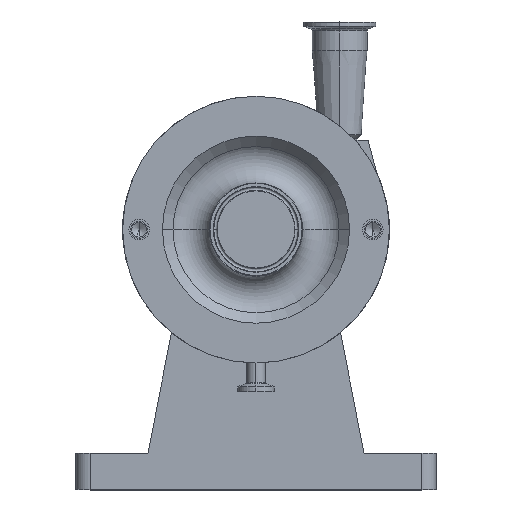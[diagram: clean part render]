
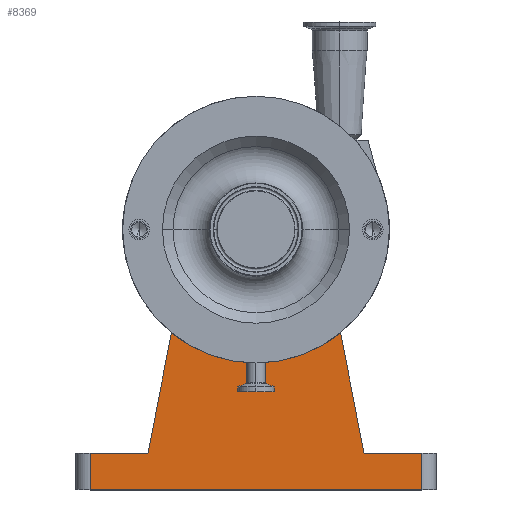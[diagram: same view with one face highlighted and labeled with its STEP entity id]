
A CAD part, top view. The second image highlights one B-rep face of the part: STEP entity #8369.
In plain terms, the highlighted planar face has unit normal (0, 0, 1).
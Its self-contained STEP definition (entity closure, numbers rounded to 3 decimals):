
#1154 = CARTESIAN_POINT ( 'NONE',  ( 47.697, -15., 125. ) ) ;
#1273 = CARTESIAN_POINT ( 'NONE',  ( -47.697, -15., 125. ) ) ;
#1325 = DIRECTION ( 'NONE',  ( 1., 0., 0. ) ) ;
#1326 = DIRECTION ( 'NONE',  ( 0., 0., -1. ) ) ;
#1327 = CARTESIAN_POINT ( 'NONE',  ( 0., 0., 125. ) ) ;
#1328 = AXIS2_PLACEMENT_3D ( 'NONE', #1327, #1326, #1325 ) ;
#1337 = CIRCLE ( 'NONE', #1328, 50. ) ;
#2362 = DIRECTION ( 'NONE',  ( 1., 0., 0. ) ) ;
#2365 = VECTOR ( 'NONE', #2362, 1000. ) ;
#2366 = CARTESIAN_POINT ( 'NONE',  ( 125., -155., 125. ) ) ;
#2367 = LINE ( 'NONE', #2366, #2365 ) ;
#2382 = CARTESIAN_POINT ( 'NONE',  ( -74.91, -155., 125. ) ) ;
#2403 = CARTESIAN_POINT ( 'NONE',  ( 74.91, -155., 125. ) ) ;
#2448 = DIRECTION ( 'NONE',  ( -0.191, -0.982, 0. ) ) ;
#2449 = VECTOR ( 'NONE', #2448, 1000. ) ;
#2450 = CARTESIAN_POINT ( 'NONE',  ( -47.697, -15., 125. ) ) ;
#2451 = LINE ( 'NONE', #2450, #2449 ) ;
#2516 = DIRECTION ( 'NONE',  ( 1., 0., 0. ) ) ;
#2517 = VECTOR ( 'NONE', #2516, 1000. ) ;
#2518 = CARTESIAN_POINT ( 'NONE',  ( 125., -155., 125. ) ) ;
#2521 = LINE ( 'NONE', #2518, #2517 ) ;
#2544 = PLANE ( 'NONE',  #2582 ) ;
#2574 = DIRECTION ( 'NONE',  ( -1., 0., 0. ) ) ;
#2582 = AXIS2_PLACEMENT_3D ( 'NONE', #2587, #2594, #2574 ) ;
#2587 = CARTESIAN_POINT ( 'NONE',  ( 125., -155., 125. ) ) ;
#2588 = FACE_OUTER_BOUND ( 'NONE', #8389, .T. ) ;
#2594 = DIRECTION ( 'NONE',  ( 0., 0., -1. ) ) ;
#2647 = DIRECTION ( 'NONE',  ( -0.191, 0.982, 0. ) ) ;
#2648 = VECTOR ( 'NONE', #2647, 1000. ) ;
#2649 = CARTESIAN_POINT ( 'NONE',  ( 74.91, -155., 125. ) ) ;
#2650 = LINE ( 'NONE', #2649, #2648 ) ;
#5174 = EDGE_CURVE ( 'NONE', #5240, #5219, #6638, .T. ) ;
#5204 = EDGE_CURVE ( 'NONE', #5219, #5228, #6755, .T. ) ;
#5219 = VERTEX_POINT ( 'NONE', #6750 ) ;
#5225 = VERTEX_POINT ( 'NONE', #6782 ) ;
#5228 = VERTEX_POINT ( 'NONE', #6780 ) ;
#5230 = EDGE_CURVE ( 'NONE', #5228, #5225, #6776, .T. ) ;
#5240 = VERTEX_POINT ( 'NONE', #6779 ) ;
#6638 = LINE ( 'NONE', #6661, #6660 ) ;
#6659 = DIRECTION ( 'NONE',  ( 0., -1., 0. ) ) ;
#6660 = VECTOR ( 'NONE', #6659, 1000. ) ;
#6661 = CARTESIAN_POINT ( 'NONE',  ( -115., -155., 125. ) ) ;
#6748 = DIRECTION ( 'NONE',  ( 1., 0., 0. ) ) ;
#6749 = VECTOR ( 'NONE', #6748, 1000. ) ;
#6750 = CARTESIAN_POINT ( 'NONE',  ( -115., -180., 125. ) ) ;
#6754 = CARTESIAN_POINT ( 'NONE',  ( 125., -180., 125. ) ) ;
#6755 = LINE ( 'NONE', #6754, #6749 ) ;
#6776 = LINE ( 'NONE', #6778, #6783 ) ;
#6777 = DIRECTION ( 'NONE',  ( 0., 1., 0. ) ) ;
#6778 = CARTESIAN_POINT ( 'NONE',  ( 115., -155., 125. ) ) ;
#6779 = CARTESIAN_POINT ( 'NONE',  ( -115., -155., 125. ) ) ;
#6780 = CARTESIAN_POINT ( 'NONE',  ( 115., -180., 125. ) ) ;
#6782 = CARTESIAN_POINT ( 'NONE',  ( 115., -155., 125. ) ) ;
#6783 = VECTOR ( 'NONE', #6777, 1000. ) ;
#7339 = VERTEX_POINT ( 'NONE', #1154 ) ;
#7394 = VERTEX_POINT ( 'NONE', #1273 ) ;
#7439 = EDGE_CURVE ( 'NONE', #7339, #7394, #1337, .T. ) ;
#8242 = EDGE_CURVE ( 'NONE', #5240, #8274, #2367, .T. ) ;
#8260 = VERTEX_POINT ( 'NONE', #2403 ) ;
#8274 = VERTEX_POINT ( 'NONE', #2382 ) ;
#8296 = ORIENTED_EDGE ( 'NONE', *, *, #5230, .T. ) ;
#8301 = EDGE_CURVE ( 'NONE', #7394, #8274, #2451, .T. ) ;
#8329 = EDGE_CURVE ( 'NONE', #8260, #5225, #2521, .T. ) ;
#8357 = ORIENTED_EDGE ( 'NONE', *, *, #8301, .T. ) ;
#8367 = ORIENTED_EDGE ( 'NONE', *, *, #8396, .T. ) ;
#8368 = ORIENTED_EDGE ( 'NONE', *, *, #7439, .T. ) ;
#8369 = ADVANCED_FACE ( 'NONE', ( #2588 ), #2544, .F. ) ;
#8370 = ORIENTED_EDGE ( 'NONE', *, *, #8329, .F. ) ;
#8371 = ORIENTED_EDGE ( 'NONE', *, *, #5204, .T. ) ;
#8388 = ORIENTED_EDGE ( 'NONE', *, *, #8242, .F. ) ;
#8389 = EDGE_LOOP ( 'NONE', ( #8388, #8390, #8371, #8296, #8370, #8367, #8368, #8357 ) ) ;
#8390 = ORIENTED_EDGE ( 'NONE', *, *, #5174, .T. ) ;
#8396 = EDGE_CURVE ( 'NONE', #8260, #7339, #2650, .T. ) ;
